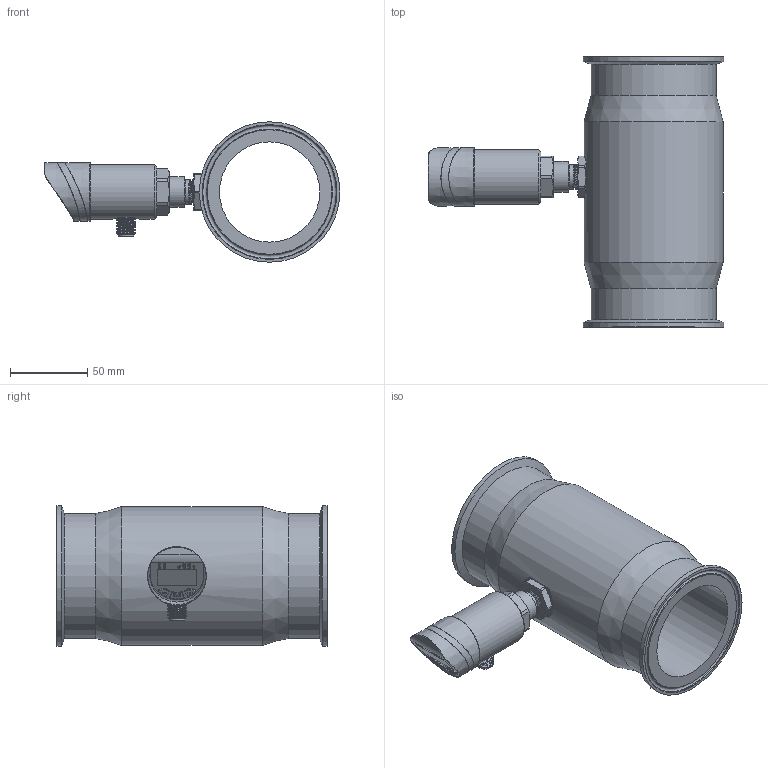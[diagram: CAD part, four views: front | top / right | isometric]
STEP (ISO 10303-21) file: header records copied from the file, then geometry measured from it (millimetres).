
FILE_DESCRIPTION(/* description */ (''),/* implementation_level */ '2;1');
FILE_NAME(/* name */ 'FS510-DN65-H FS510卡盘式涡轮本体DN65口径.stp',/* time_stamp */ '2024-02-28T10:45:03+08:00',/* author */ (''),/* organization */ (''),/* preprocessor_version */ 'ST-DEVELOPER v16.7',/* originating_system */ 'SIEMENS PLM Software NX 12.0',/* authorisation */ '');
FILE_SCHEMA (('AUTOMOTIVE_DESIGN { 1 0 10303 214 3 1 1 1 }'));
Length unit declared in the file: millimetre
Products named in the file (1): Mayn3B2CB0AAjhhr
Bounding box: 191.5 x 175 x 91 mm (x, y, z)
Volume: 523155 mm3; surface area: 120099.9 mm2
Topology: 5 solids, 6 shells, 723 faces, 1868 edges, 1218 vertices
Faces by surface type: plane 265, extrusion 141, cylinder 133, cone 77, bspline 58, torus 38, sphere 11
Full cylindrical faces by diameter (mm): 1.689 x1, 2.7 x3, 12 x1, 15.9 x1, 16.5 x2, 20 x1, 23 x3, 26 x5, 35.5 x1, 37.001 x1, 65 x1, 81 x2, 90 x1, 91 x2
Entity records: 33042 total; most frequent: CARTESIAN_POINT 15596, ORIENTED_EDGE 3528, DIRECTION 2595, EDGE_CURVE 1764, VERTEX_POINT 1182, AXIS2_PLACEMENT_3D 935, B_SPLINE_CURVE_WITH_KNOTS 891, EDGE_LOOP 858
